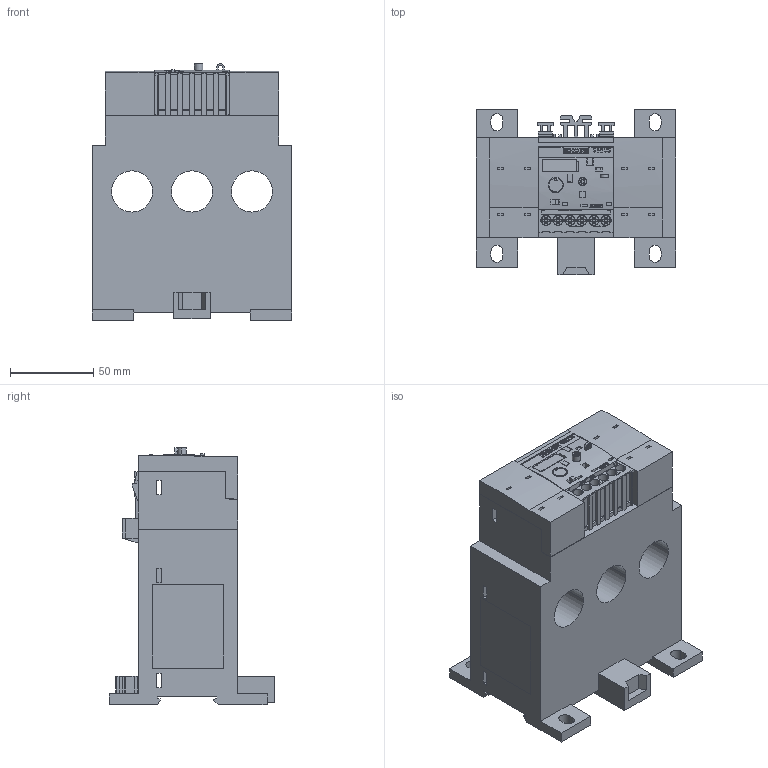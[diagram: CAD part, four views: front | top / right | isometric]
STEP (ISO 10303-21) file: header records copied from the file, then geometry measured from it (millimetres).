
FILE_DESCRIPTION(('STEP AP214'),'1');
FILE_NAME('cctmp_0E9EFD98-A2A1-453D-BA75-ECC602FE536D_2023_07_18_13_18_37_0139..stp','2023-07-18T11:18:38',('SIEMENS A&D'),('CADClick - www.CADClick.com'),'Spatial InterOp 3D postprocessed',' ','unknown authorization');
FILE_SCHEMA(('AUTOMOTIVE_DESIGN'));
Length unit declared in the file: millimetre
Products named in the file (1): 2023_07_18_13_18_37_0092
Bounding box: 120 x 99.75 x 154.63 mm (x, y, z)
Volume: 914724.1 mm3; surface area: 115541.3 mm2
Topology: 1 solids, 1 shells, 1160 faces, 3326 edges, 2211 vertices
Faces by surface type: plane 965, cylinder 145, cone 36, torus 14
Entity records: 63772 total; most frequent: CARTESIAN_POINT 7186, STYLED_ITEM 6690, PRESENTATION_STYLE_ASSIGNMENT 6690, ORIENTED_EDGE 6636, DIRECTION 6153, EDGE_CURVE 3318, CURVE_STYLE 3318, DRAUGHTING_PRE_DEFINED_CURVE_FONT 3318
